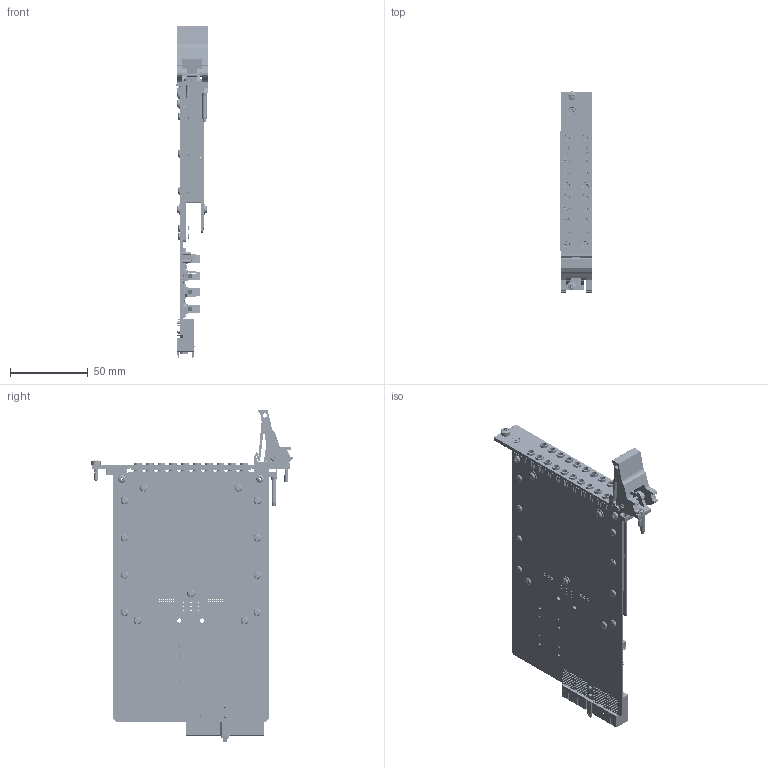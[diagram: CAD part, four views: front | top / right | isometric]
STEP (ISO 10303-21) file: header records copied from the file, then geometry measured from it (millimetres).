
FILE_DESCRIPTION (( 'STEP AP214' ), '1' );
FILE_NAME ('40-832-104 Quad 4CH MCX 75 Ohm MUX.STEP', '2013-09-11T10:11:29', ( 'admin' ), ( '' ), 'SwSTEP 2.0', 'SolidWorks 2012', '' );
FILE_SCHEMA (( 'AUTOMOTIVE_DESIGN' ));
Length unit declared in the file: millimetre
Products named in the file (1): 40-832-104 Quad 4CH MCX 75 Ohm MUX
Bounding box: 20.18 x 129.67 x 214.01 mm (x, y, z)
Surface area: 88117.7 mm2 (no closed solid volume)
Topology: 0 solids, 671 shells, 4194 faces, 18946 edges, 14761 vertices
Faces by surface type: plane 3167, cylinder 793, cone 124, torus 69, bspline 34, sphere 7
Full cylindrical faces by diameter (mm): 0.2 x1, 0.6 x110, 0.762 x22, 0.8 x68, 0.9 x12, 1 x6, 1.496 x2, 1.524 x8, 2 x5, 2.05 x1, 2.45 x4, 2.5 x3, 2.6 x1, 2.7 x3, 2.8 x1, 3 x3, 3.4 x20, 3.665 x1, 4.7 x1, 4.85 x16, 5 x4, 5.05 x20, 5.25 x19, 5.3 x1, 5.55 x17, 5.9 x1, 6 x1, 6.8 x6
Entity records: 243211 total; most frequent: CARTESIAN_POINT 49645, DIRECTION 29170, ORIENTED_EDGE 24953, EDGE_CURVE 18277, VERTEX_POINT 14608, VECTOR 14006, LINE 14006, AXIS2_PLACEMENT_3D 7582
